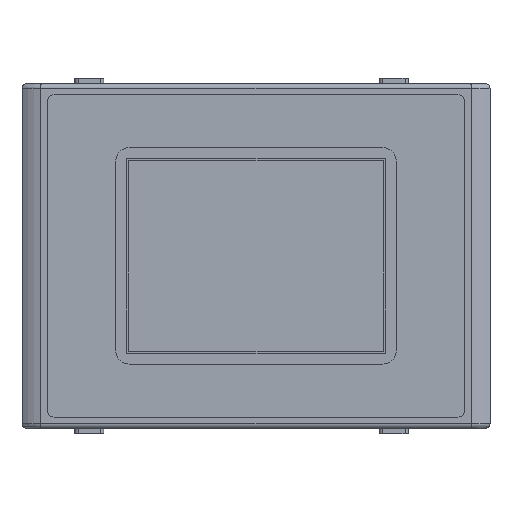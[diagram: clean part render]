
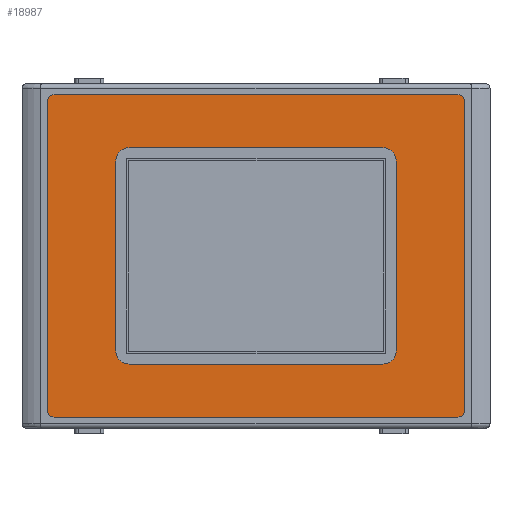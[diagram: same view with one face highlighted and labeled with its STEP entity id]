
A CAD part, top view. The second image highlights one B-rep face of the part: STEP entity #18987.
In plain terms, the highlighted planar face has unit normal (0, 0, 1).
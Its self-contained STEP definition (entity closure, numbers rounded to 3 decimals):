
#125=FACE_BOUND('',#2167,.T.);
#126=FACE_BOUND('',#2168,.T.);
#354=PLANE('',#20102);
#2167=EDGE_LOOP('',(#12583,#12584,#12585,#12586,#12587,#12588,#12589,#12590));
#2168=EDGE_LOOP('',(#12591,#12592,#12593,#12594,#12595,#12596,#12597,#12598));
#3515=LINE('',#26755,#5543);
#3520=LINE('',#26769,#5548);
#3524=LINE('',#26781,#5552);
#3528=LINE('',#26793,#5556);
#3531=LINE('',#26803,#5559);
#3535=LINE('',#26812,#5563);
#3538=LINE('',#26820,#5566);
#3541=LINE('',#26828,#5569);
#5543=VECTOR('',#21633,86.);
#5548=VECTOR('',#21646,115.);
#5552=VECTOR('',#21658,86.);
#5556=VECTOR('',#21670,115.);
#5559=VECTOR('',#21681,140.);
#5563=VECTOR('',#21691,183.);
#5566=VECTOR('',#21700,140.);
#5569=VECTOR('',#21709,183.);
#7559=CIRCLE('',#20076,6.);
#7561=CIRCLE('',#20080,6.);
#7563=CIRCLE('',#20084,6.);
#7565=CIRCLE('',#20088,6.);
#7567=CIRCLE('',#20092,3.);
#7568=CIRCLE('',#20095,3.);
#7569=CIRCLE('',#20098,3.);
#7570=CIRCLE('',#20101,3.);
#8073=VERTEX_POINT('',#26753);
#8074=VERTEX_POINT('',#26754);
#8077=VERTEX_POINT('',#26762);
#8079=VERTEX_POINT('',#26768);
#8081=VERTEX_POINT('',#26774);
#8083=VERTEX_POINT('',#26780);
#8085=VERTEX_POINT('',#26786);
#8087=VERTEX_POINT('',#26792);
#8089=VERTEX_POINT('',#26801);
#8090=VERTEX_POINT('',#26802);
#8091=VERTEX_POINT('',#26807);
#8092=VERTEX_POINT('',#26811);
#8093=VERTEX_POINT('',#26815);
#8094=VERTEX_POINT('',#26819);
#8095=VERTEX_POINT('',#26823);
#8096=VERTEX_POINT('',#26827);
#9837=EDGE_CURVE('',#8073,#8074,#3515,.T.);
#9841=EDGE_CURVE('',#8074,#8077,#7559,.T.);
#9844=EDGE_CURVE('',#8077,#8079,#3520,.T.);
#9847=EDGE_CURVE('',#8079,#8081,#7561,.T.);
#9850=EDGE_CURVE('',#8081,#8083,#3524,.T.);
#9853=EDGE_CURVE('',#8083,#8085,#7563,.T.);
#9856=EDGE_CURVE('',#8085,#8087,#3528,.T.);
#9859=EDGE_CURVE('',#8087,#8073,#7565,.T.);
#9861=EDGE_CURVE('',#8089,#8090,#3531,.T.);
#9864=EDGE_CURVE('',#8090,#8091,#7567,.T.);
#9866=EDGE_CURVE('',#8091,#8092,#3535,.T.);
#9868=EDGE_CURVE('',#8092,#8093,#7568,.T.);
#9870=EDGE_CURVE('',#8093,#8094,#3538,.T.);
#9872=EDGE_CURVE('',#8094,#8095,#7569,.T.);
#9874=EDGE_CURVE('',#8095,#8096,#3541,.T.);
#9876=EDGE_CURVE('',#8096,#8089,#7570,.T.);
#12583=ORIENTED_EDGE('',*,*,#9837,.F.);
#12584=ORIENTED_EDGE('',*,*,#9859,.F.);
#12585=ORIENTED_EDGE('',*,*,#9856,.F.);
#12586=ORIENTED_EDGE('',*,*,#9853,.F.);
#12587=ORIENTED_EDGE('',*,*,#9850,.F.);
#12588=ORIENTED_EDGE('',*,*,#9847,.F.);
#12589=ORIENTED_EDGE('',*,*,#9844,.F.);
#12590=ORIENTED_EDGE('',*,*,#9841,.F.);
#12591=ORIENTED_EDGE('',*,*,#9861,.T.);
#12592=ORIENTED_EDGE('',*,*,#9864,.T.);
#12593=ORIENTED_EDGE('',*,*,#9866,.T.);
#12594=ORIENTED_EDGE('',*,*,#9868,.T.);
#12595=ORIENTED_EDGE('',*,*,#9870,.T.);
#12596=ORIENTED_EDGE('',*,*,#9872,.T.);
#12597=ORIENTED_EDGE('',*,*,#9874,.T.);
#12598=ORIENTED_EDGE('',*,*,#9876,.T.);
#18987=ADVANCED_FACE('',(#125,#126),#354,.T.);
#20076=AXIS2_PLACEMENT_3D('',#26763,#21639,#21640);
#20080=AXIS2_PLACEMENT_3D('',#26775,#21651,#21652);
#20084=AXIS2_PLACEMENT_3D('',#26787,#21663,#21664);
#20088=AXIS2_PLACEMENT_3D('',#26798,#21675,#21676);
#20092=AXIS2_PLACEMENT_3D('',#26808,#21686,#21687);
#20095=AXIS2_PLACEMENT_3D('',#26816,#21695,#21696);
#20098=AXIS2_PLACEMENT_3D('',#26824,#21704,#21705);
#20101=AXIS2_PLACEMENT_3D('',#26831,#21713,#21714);
#20102=AXIS2_PLACEMENT_3D('',#26832,#21715,#21716);
#21633=DIRECTION('',(0.,-1.,0.));
#21639=DIRECTION('center_axis',(0.,0.,
1.));
#21640=DIRECTION('ref_axis',(-1.,0.,0.));
#21646=DIRECTION('',(1.,0.,0.));
#21651=DIRECTION('center_axis',(0.,0.,
1.));
#21652=DIRECTION('ref_axis',(0.,-1.,0.));
#21658=DIRECTION('',(0.,1.,0.));
#21663=DIRECTION('center_axis',(0.,0.,
1.));
#21664=DIRECTION('ref_axis',(1.,0.,0.));
#21670=DIRECTION('',(-1.,0.,0.));
#21675=DIRECTION('center_axis',(0.,0.,
1.));
#21676=DIRECTION('ref_axis',(0.,1.,0.));
#21681=DIRECTION('',(0.,-1.,0.));
#21686=DIRECTION('center_axis',(0.,0.,
1.));
#21687=DIRECTION('ref_axis',(-1.,0.,0.));
#21691=DIRECTION('',(1.,0.,0.));
#21695=DIRECTION('center_axis',(0.,0.,
1.));
#21696=DIRECTION('ref_axis',(0.,-1.,0.));
#21700=DIRECTION('',(0.,1.,0.));
#21704=DIRECTION('center_axis',(0.,0.,
1.));
#21705=DIRECTION('ref_axis',(1.,0.,0.));
#21709=DIRECTION('',(-1.,0.,0.));
#21713=DIRECTION('center_axis',(0.,0.,
1.));
#21714=DIRECTION('ref_axis',(0.,1.,0.));
#21715=DIRECTION('center_axis',(0.,0.,
1.));
#21716=DIRECTION('ref_axis',(1.,0.,0.));
#26753=CARTESIAN_POINT('',(-119.603,146.883,31.254));
#26754=CARTESIAN_POINT('',(-119.603,60.883,31.254));
#26755=CARTESIAN_POINT('',(-119.603,125.383,31.254));
#26762=CARTESIAN_POINT('',(-113.603,54.883,31.254));
#26763=CARTESIAN_POINT('Origin',(-113.603,60.883,31.254));
#26768=CARTESIAN_POINT('',(1.397,54.883,31.254));
#26769=CARTESIAN_POINT('',(-84.853,54.883,31.254));
#26774=CARTESIAN_POINT('',(7.397,60.883,31.254));
#26775=CARTESIAN_POINT('Origin',(1.397,60.883,31.254));
#26780=CARTESIAN_POINT('',(7.397,146.883,31.254));
#26781=CARTESIAN_POINT('',(7.397,82.383,31.254));
#26786=CARTESIAN_POINT('',(1.397,152.883,31.254));
#26787=CARTESIAN_POINT('Origin',(1.397,146.883,31.254));
#26792=CARTESIAN_POINT('',(-113.603,152.883,31.254));
#26793=CARTESIAN_POINT('',(-27.353,152.883,31.254));
#26798=CARTESIAN_POINT('Origin',(-113.603,146.883,31.254));
#26801=CARTESIAN_POINT('',(-150.603,173.883,31.254));
#26802=CARTESIAN_POINT('',(-150.603,33.883,31.254));
#26803=CARTESIAN_POINT('',(-150.603,173.883,31.254));
#26807=CARTESIAN_POINT('',(-147.603,30.883,31.254));
#26808=CARTESIAN_POINT('Origin',(-147.603,33.883,31.254));
#26811=CARTESIAN_POINT('',(35.397,30.883,31.254));
#26812=CARTESIAN_POINT('',(-147.603,30.883,31.254));
#26815=CARTESIAN_POINT('',(38.397,33.883,31.254));
#26816=CARTESIAN_POINT('Origin',(35.397,33.883,31.254));
#26819=CARTESIAN_POINT('',(38.397,173.883,31.254));
#26820=CARTESIAN_POINT('',(38.397,33.883,31.254));
#26823=CARTESIAN_POINT('',(35.397,176.883,31.254));
#26824=CARTESIAN_POINT('Origin',(35.397,173.883,31.254));
#26827=CARTESIAN_POINT('',(-147.603,176.883,31.254));
#26828=CARTESIAN_POINT('',(35.397,176.883,31.254));
#26831=CARTESIAN_POINT('Origin',(-147.603,173.883,31.254));
#26832=CARTESIAN_POINT('Origin',(-56.103,103.883,31.254));
